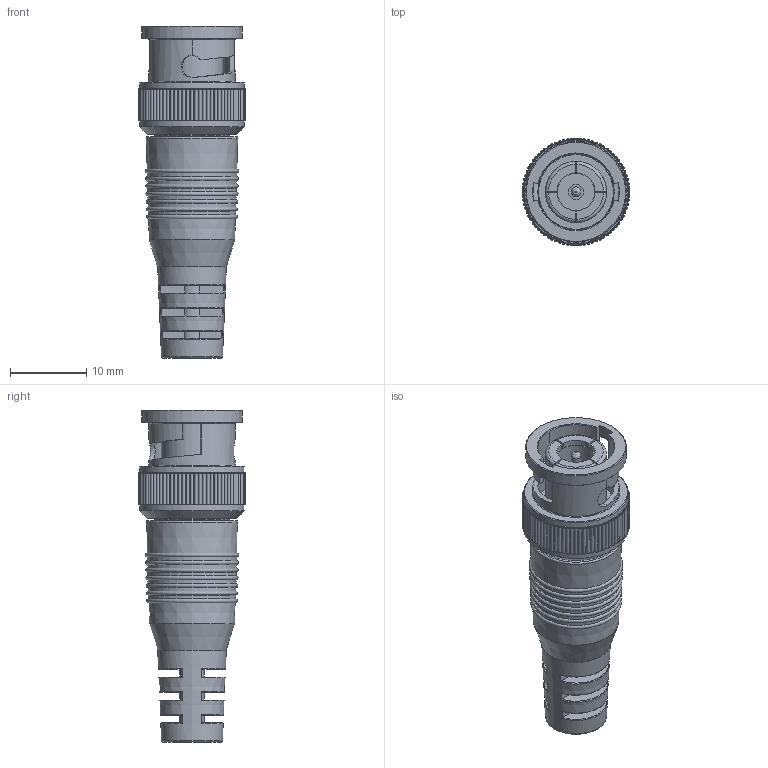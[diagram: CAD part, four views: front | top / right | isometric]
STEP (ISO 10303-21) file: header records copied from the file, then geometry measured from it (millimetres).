
FILE_DESCRIPTION( ( '' ), ' ' );
FILE_NAME( '5e54c8f58a7d0f15b9eac7a9.step', '2020-02-25T07:12:54', ( '' ), ( '' ), ' ', ' ', ' ' );
FILE_SCHEMA( ( 'AUTOMOTIVE_DESIGN { 1 0 10303 214 1 1 1 1 }' ) );
Length unit declared in the file: metre
Products named in the file (1): C20132_BNC-Connector-Straight
Bounding box: 14.1 x 14.1 x 43.5 mm (x, y, z)
Volume: 3633.5 mm3; surface area: 3131.7 mm2
Topology: 1 solids, 1 shells, 547 faces, 1347 edges, 896 vertices
Faces by surface type: plane 215, torus 188, cylinder 119, cone 18, bspline 7
Full cylindrical faces by diameter (mm): 1.3 x1, 2 x1, 3.2 x1, 4.9 x1, 7.8 x2, 8 x1, 9.8 x2, 10 x1, 11.3 x1, 13.2 x1, 13.7 x1
Entity records: 25812 total; most frequent: CARTESIAN_POINT 8932, DIRECTION 2588, ORIENTED_EDGE 2562, EDGE_CURVE 1281, AXIS2_PLACEMENT_3D 1160, VERTEX_POINT 883, EDGE_LOOP 686, CIRCLE 621
